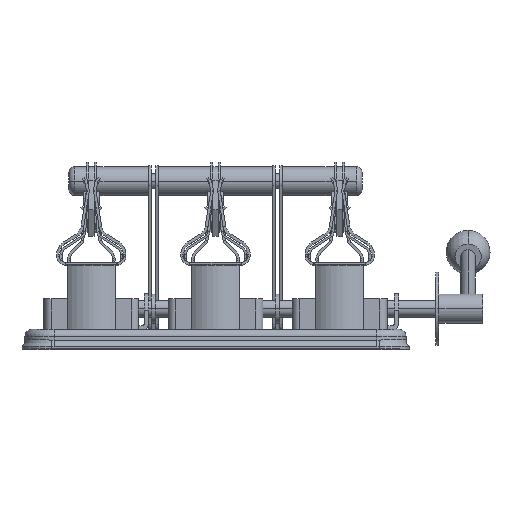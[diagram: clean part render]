
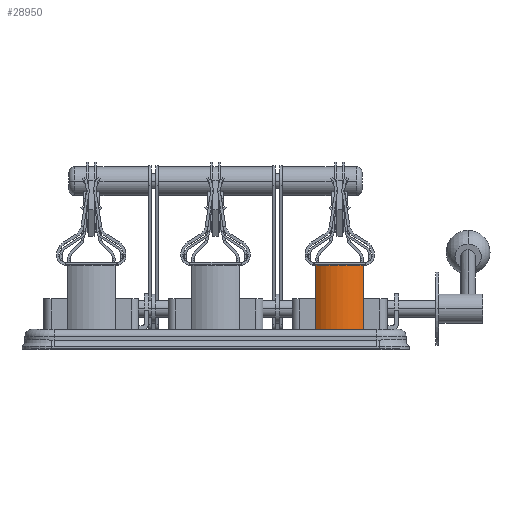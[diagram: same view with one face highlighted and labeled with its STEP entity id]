
A CAD part, top view. The second image highlights one B-rep face of the part: STEP entity #28950.
In plain terms, the highlighted cylindrical face has radius 25 mm (diameter 50 mm), a partial arc.
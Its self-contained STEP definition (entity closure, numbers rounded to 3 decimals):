
#37 = CARTESIAN_POINT ( 'NONE',  ( 85., 13.5, 102.5 ) ) ;
#4241 = CARTESIAN_POINT ( 'NONE',  ( 101.248, 13.5, 121.5 ) ) ;
#4256 = CARTESIAN_POINT ( 'NONE',  ( 68.752, 57.5, 121.5 ) ) ;
#7835 = DIRECTION ( 'NONE',  ( 0., 0., 1. ) ) ;
#8475 = AXIS2_PLACEMENT_3D ( 'NONE', #44897, #29658, #7835 ) ;
#8578 = ORIENTED_EDGE ( 'NONE', *, *, #35169, .F. ) ;
#9443 = CYLINDRICAL_SURFACE ( 'NONE', #10057, 25. ) ;
#10057 = AXIS2_PLACEMENT_3D ( 'NONE', #14997, #41856, #27396 ) ;
#10382 = ORIENTED_EDGE ( 'NONE', *, *, #41656, .F. ) ;
#14259 = DIRECTION ( 'NONE',  ( 0., 0., 1. ) ) ;
#14997 = CARTESIAN_POINT ( 'NONE',  ( 85., 57.5, 102.5 ) ) ;
#15453 = EDGE_CURVE ( 'NONE', #22886, #25105, #27238, .T. ) ;
#15909 = EDGE_CURVE ( 'NONE', #25105, #21280, #34578, .T. ) ;
#18552 = VERTEX_POINT ( 'NONE', #29460 ) ;
#19600 = DIRECTION ( 'NONE',  ( 0., -1., 0. ) ) ;
#21280 = VERTEX_POINT ( 'NONE', #4241 ) ;
#22517 = CARTESIAN_POINT ( 'NONE',  ( 101.248, 57.5, 121.5 ) ) ;
#22568 = FACE_OUTER_BOUND ( 'NONE', #46323, .T. ) ;
#22886 = VERTEX_POINT ( 'NONE', #24598 ) ;
#24598 = CARTESIAN_POINT ( 'NONE',  ( 68.752, 57.5, 121.5 ) ) ;
#24743 = ORIENTED_EDGE ( 'NONE', *, *, #15909, .T. ) ;
#25105 = VERTEX_POINT ( 'NONE', #27856 ) ;
#27238 = LINE ( 'NONE', #4256, #28952 ) ;
#27283 = ORIENTED_EDGE ( 'NONE', *, *, #15453, .T. ) ;
#27396 = DIRECTION ( 'NONE',  ( 0., 0., -1. ) ) ;
#27856 = CARTESIAN_POINT ( 'NONE',  ( 68.752, 13.5, 121.5 ) ) ;
#28950 = ADVANCED_FACE ( 'NONE', ( #22568 ), #9443, .T. ) ;
#28952 = VECTOR ( 'NONE', #40425, 1000. ) ;
#29460 = CARTESIAN_POINT ( 'NONE',  ( 101.248, 57.5, 121.5 ) ) ;
#29658 = DIRECTION ( 'NONE',  ( 0., 1., 0. ) ) ;
#34578 = CIRCLE ( 'NONE', #37117, 25. ) ;
#35169 = EDGE_CURVE ( 'NONE', #22886, #18552, #45505, .T. ) ;
#37117 = AXIS2_PLACEMENT_3D ( 'NONE', #37, #46903, #14259 ) ;
#40425 = DIRECTION ( 'NONE',  ( 0., -1., 0. ) ) ;
#41656 = EDGE_CURVE ( 'NONE', #18552, #21280, #46785, .T. ) ;
#41856 = DIRECTION ( 'NONE',  ( 0., -1., 0. ) ) ;
#43960 = VECTOR ( 'NONE', #19600, 1000. ) ;
#44897 = CARTESIAN_POINT ( 'NONE',  ( 85., 57.5, 102.5 ) ) ;
#45505 = CIRCLE ( 'NONE', #8475, 25. ) ;
#46323 = EDGE_LOOP ( 'NONE', ( #24743, #10382, #8578, #27283 ) ) ;
#46785 = LINE ( 'NONE', #22517, #43960 ) ;
#46903 = DIRECTION ( 'NONE',  ( 0., 1., 0. ) ) ;
